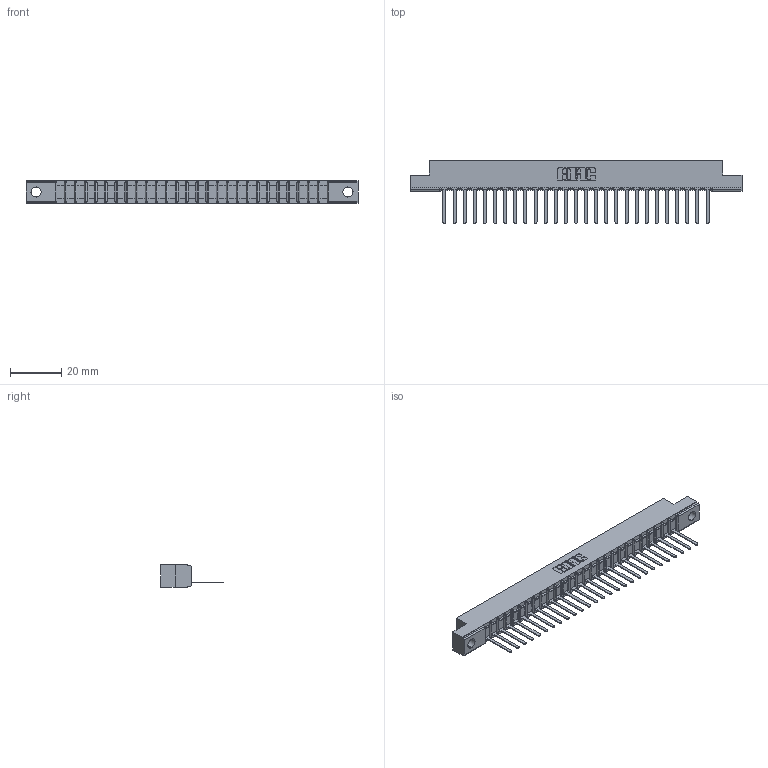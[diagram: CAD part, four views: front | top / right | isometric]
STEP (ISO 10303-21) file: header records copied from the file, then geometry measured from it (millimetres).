
FILE_DESCRIPTION (( 'STEP AP203' ), '1' );
FILE_NAME ('357-027-541-104.STEP', '2018-08-09T04:56:27', ( '' ), ( '' ), 'SwSTEP 2.0', 'SolidWorks 2016', '' );
FILE_SCHEMA (( 'CONFIG_CONTROL_DESIGN' ));
Length unit declared in the file: inch
Products named in the file (3): 307 Part_.156 Dia Mounting Holes; 307-290-002_541; 357-027-541-104
Assembly tree (28 placements, depth 2):
  357-027-541-104
    307 Part_.156 Dia Mounting Holes
    307-290-002_541  x27
Bounding box: 130 x 24.59 x 8.71 mm (x, y, z)
Volume: 8555 mm3; surface area: 16189.1 mm2
Topology: 28 solids, 28 shells, 2158 faces, 6623 edges, 4338 vertices
Faces by surface type: plane 1299, cylinder 803, sphere 56
Entity records: 26132 total; most frequent: CARTESIAN_POINT 4410, ORIENTED_EDGE 4398, DIRECTION 4283, EDGE_CURVE 2199, VECTOR 1685, LINE 1685, VERTEX_POINT 1426, AXIS2_PLACEMENT_3D 1299
